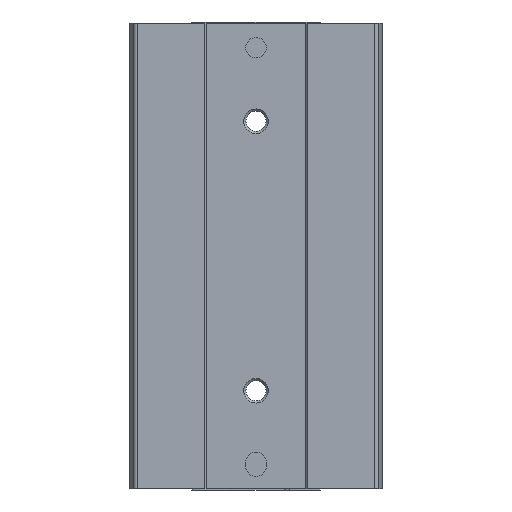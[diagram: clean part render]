
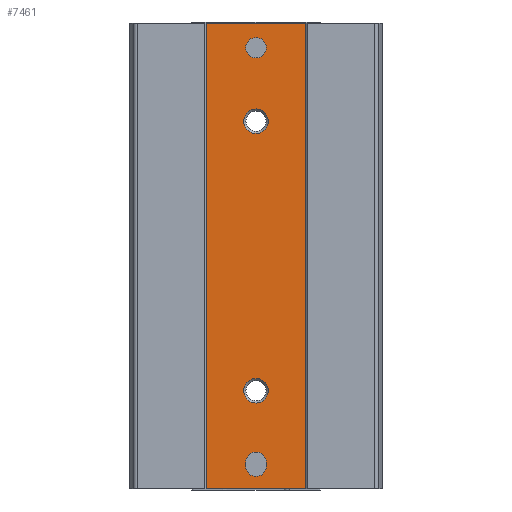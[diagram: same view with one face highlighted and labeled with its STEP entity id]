
A CAD part, front view. The second image highlights one B-rep face of the part: STEP entity #7461.
In plain terms, the highlighted planar face has unit normal (0, -1, 0).
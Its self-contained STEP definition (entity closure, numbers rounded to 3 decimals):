
#135=PLANE('',#7999);
#420=LINE('',#11222,#1118);
#421=LINE('',#11227,#1119);
#422=LINE('',#11231,#1120);
#423=LINE('',#11238,#1121);
#424=LINE('',#11240,#1122);
#425=LINE('',#11242,#1123);
#1118=VECTOR('',#8873,1000.);
#1119=VECTOR('',#8878,1000.);
#1120=VECTOR('',#8881,1000.);
#1121=VECTOR('',#8888,1000.);
#1122=VECTOR('',#8889,1000.);
#1123=VECTOR('',#8890,1000.);
#1841=ORIENTED_EDGE('',*,*,#3933,.T.);
#1842=ORIENTED_EDGE('',*,*,#3934,.T.);
#1843=ORIENTED_EDGE('',*,*,#3935,.T.);
#1844=ORIENTED_EDGE('',*,*,#3936,.T.);
#1845=ORIENTED_EDGE('',*,*,#3937,.F.);
#1846=ORIENTED_EDGE('',*,*,#3938,.T.);
#1847=ORIENTED_EDGE('',*,*,#3939,.T.);
#1848=ORIENTED_EDGE('',*,*,#3940,.F.);
#1849=ORIENTED_EDGE('',*,*,#3932,.F.);
#1850=ORIENTED_EDGE('',*,*,#3941,.T.);
#1851=ORIENTED_EDGE('',*,*,#3942,.T.);
#3932=EDGE_CURVE('',#4976,#4975,#420,.T.);
#3933=EDGE_CURVE('',#4977,#4978,#5710,.F.);
#3934=EDGE_CURVE('',#4978,#4979,#421,.T.);
#3935=EDGE_CURVE('',#4979,#4980,#5711,.F.);
#3936=EDGE_CURVE('',#4980,#4977,#422,.T.);
#3937=EDGE_CURVE('',#4981,#4981,#5712,.T.);
#3938=EDGE_CURVE('',#4982,#4982,#5713,.T.);
#3939=EDGE_CURVE('',#4983,#4983,#5714,.T.);
#3940=EDGE_CURVE('',#4975,#4984,#423,.T.);
#3941=EDGE_CURVE('',#4976,#4985,#424,.T.);
#3942=EDGE_CURVE('',#4985,#4984,#425,.T.);
#4975=VERTEX_POINT('',#11219);
#4976=VERTEX_POINT('',#11221);
#4977=VERTEX_POINT('',#11225);
#4978=VERTEX_POINT('',#11226);
#4979=VERTEX_POINT('',#11228);
#4980=VERTEX_POINT('',#11230);
#4981=VERTEX_POINT('',#11233);
#4982=VERTEX_POINT('',#11235);
#4983=VERTEX_POINT('',#11237);
#4984=VERTEX_POINT('',#11239);
#4985=VERTEX_POINT('',#11241);
#5710=CIRCLE('',#8000,2.5);
#5711=CIRCLE('',#8001,2.5);
#5712=CIRCLE('',#8002,2.5);
#5713=CIRCLE('',#8003,3.);
#5714=CIRCLE('',#8004,3.);
#6050=EDGE_LOOP('',(#1841,#1842,#1843,#1844));
#6051=EDGE_LOOP('',(#1845));
#6052=EDGE_LOOP('',(#1846));
#6053=EDGE_LOOP('',(#1847));
#6054=EDGE_LOOP('',(#1848,#1849,#1850,#1851));
#6678=FACE_BOUND('',#6050,.T.);
#6679=FACE_BOUND('',#6051,.T.);
#6680=FACE_BOUND('',#6052,.T.);
#6681=FACE_BOUND('',#6053,.T.);
#6682=FACE_BOUND('',#6054,.T.);
#7461=ADVANCED_FACE('',(#6678,#6679,#6680,#6681,#6682),#135,.T.);
#7999=AXIS2_PLACEMENT_3D('',#11223,#8874,#8875);
#8000=AXIS2_PLACEMENT_3D('',#11224,#8876,#8877);
#8001=AXIS2_PLACEMENT_3D('',#11229,#8879,#8880);
#8002=AXIS2_PLACEMENT_3D('',#11232,#8882,#8883);
#8003=AXIS2_PLACEMENT_3D('',#11234,#8884,#8885);
#8004=AXIS2_PLACEMENT_3D('',#11236,#8886,#8887);
#8873=DIRECTION('',(0.,0.,1.));
#8874=DIRECTION('',(0.,-1.,0.));
#8875=DIRECTION('',(0.,0.,-1.));
#8876=DIRECTION('',(0.,-1.,0.));
#8877=DIRECTION('',(0.,0.,-1.));
#8878=DIRECTION('',(0.,0.,1.));
#8879=DIRECTION('',(0.,-1.,0.));
#8880=DIRECTION('',(0.,0.,-1.));
#8881=DIRECTION('',(0.,0.,-1.));
#8882=DIRECTION('',(0.,-1.,0.));
#8883=DIRECTION('',(0.,0.,-1.));
#8884=DIRECTION('',(0.,1.,0.));
#8885=DIRECTION('',(0.,0.,1.));
#8886=DIRECTION('',(0.,1.,0.));
#8887=DIRECTION('',(0.,0.,1.));
#8888=DIRECTION('',(1.,0.,0.));
#8889=DIRECTION('',(1.,0.,0.));
#8890=DIRECTION('',(0.,0.,1.));
#11219=CARTESIAN_POINT('',(-12.2,0.3,0.));
#11221=CARTESIAN_POINT('',(-12.2,0.3,-114.));
#11222=CARTESIAN_POINT('',(-12.2,0.3,-114.));
#11223=CARTESIAN_POINT('',(-12.2,0.3,-114.));
#11224=CARTESIAN_POINT('',(0.,0.3,-108.5));
#11225=CARTESIAN_POINT('',(2.5,0.3,-108.5));
#11226=CARTESIAN_POINT('',(-2.5,0.3,-108.5));
#11227=CARTESIAN_POINT('',(-2.5,0.3,-114.));
#11228=CARTESIAN_POINT('',(-2.5,0.3,-107.5));
#11229=CARTESIAN_POINT('',(0.,0.3,-107.5));
#11230=CARTESIAN_POINT('',(2.5,0.3,-107.5));
#11231=CARTESIAN_POINT('',(2.5,0.3,-114.));
#11232=CARTESIAN_POINT('',(0.,0.3,-6.));
#11233=CARTESIAN_POINT('',(0.,0.3,-8.5));
#11234=CARTESIAN_POINT('',(0.,0.3,-90.));
#11235=CARTESIAN_POINT('',(0.,0.3,-87.));
#11236=CARTESIAN_POINT('',(0.,0.3,-24.));
#11237=CARTESIAN_POINT('',(0.,0.3,-21.));
#11238=CARTESIAN_POINT('',(-12.2,0.3,0.));
#11239=CARTESIAN_POINT('',(12.2,0.3,0.));
#11240=CARTESIAN_POINT('',(-12.2,0.3,-114.));
#11241=CARTESIAN_POINT('',(12.2,0.3,-114.));
#11242=CARTESIAN_POINT('',(12.2,0.3,-114.));
